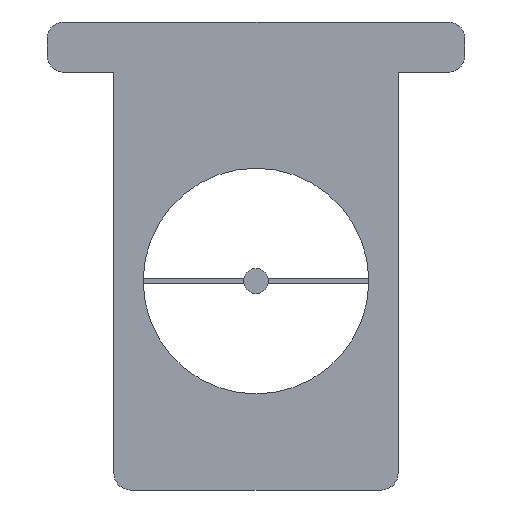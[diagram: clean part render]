
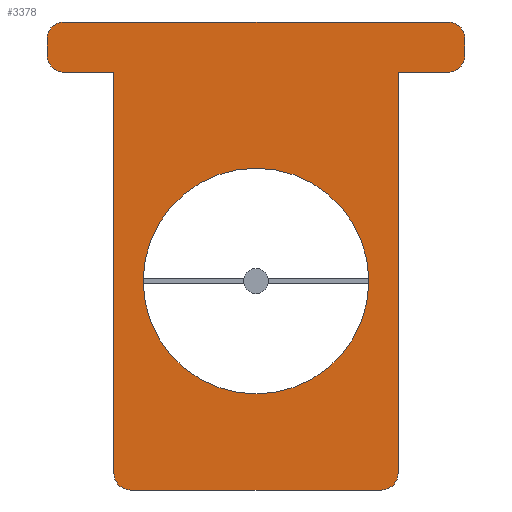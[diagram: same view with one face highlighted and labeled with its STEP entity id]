
A CAD part, front view. The second image highlights one B-rep face of the part: STEP entity #3378.
In plain terms, the highlighted planar face has unit normal (0, -1, 0).
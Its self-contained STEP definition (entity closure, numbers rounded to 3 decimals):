
#92=FACE_BOUND('',#680,.T.);
#304=PLANE('',#3545);
#480=FACE_OUTER_BOUND('',#679,.T.);
#679=EDGE_LOOP('',(#3091,#3092,#3093,#3094,#3095,#3096,#3097,#3098,#3099,
#3100,#3101,#3102,#3103,#3104));
#680=EDGE_LOOP('',(#3105,#3106,#3107,#3108,#3109,#3110,#3111,#3112,#3113,
#3114));
#781=LINE('',#4628,#1123);
#786=LINE('',#4642,#1128);
#792=LINE('',#4657,#1134);
#794=LINE('',#4663,#1136);
#993=LINE('',#5828,#1335);
#996=LINE('',#5834,#1338);
#1000=LINE('',#5843,#1342);
#1002=LINE('',#5847,#1344);
#1006=LINE('',#5856,#1348);
#1007=LINE('',#5858,#1349);
#1008=LINE('',#5861,#1350);
#1010=LINE('',#5864,#1352);
#1011=LINE('',#5867,#1353);
#1014=LINE('',#5872,#1356);
#1015=LINE('',#5874,#1357);
#1016=LINE('',#5876,#1358);
#1123=VECTOR('',#3688,10.);
#1128=VECTOR('',#3703,10.);
#1134=VECTOR('',#3719,10.);
#1136=VECTOR('',#3727,10.);
#1335=VECTOR('',#4090,10.);
#1338=VECTOR('',#4095,10.);
#1342=VECTOR('',#4105,10.);
#1344=VECTOR('',#4109,10.);
#1348=VECTOR('',#4119,10.);
#1349=VECTOR('',#4122,10.);
#1350=VECTOR('',#4125,10.);
#1352=VECTOR('',#4129,10.);
#1353=VECTOR('',#4132,10.);
#1356=VECTOR('',#4137,10.);
#1357=VECTOR('',#4140,10.);
#1358=VECTOR('',#4143,10.);
#1386=CIRCLE('',#3424,2.);
#1394=CIRCLE('',#3435,2.);
#1395=CIRCLE('',#3437,2.);
#1396=CIRCLE('',#3440,2.);
#1397=CIRCLE('',#3442,2.);
#1398=CIRCLE('',#3445,2.);
#1399=CIRCLE('',#3531,13.5);
#1400=CIRCLE('',#3535,13.5);
#1419=VERTEX_POINT('',#4251);
#1420=VERTEX_POINT('',#4253);
#1545=VERTEX_POINT('',#4627);
#1546=VERTEX_POINT('',#4631);
#1547=VERTEX_POINT('',#4635);
#1548=VERTEX_POINT('',#4637);
#1549=VERTEX_POINT('',#4641);
#1550=VERTEX_POINT('',#4645);
#1551=VERTEX_POINT('',#4649);
#1552=VERTEX_POINT('',#4651);
#1553=VERTEX_POINT('',#4655);
#1554=VERTEX_POINT('',#4659);
#1701=VERTEX_POINT('',#5826);
#1702=VERTEX_POINT('',#5827);
#1703=VERTEX_POINT('',#5832);
#1704=VERTEX_POINT('',#5833);
#1705=VERTEX_POINT('',#5838);
#1706=VERTEX_POINT('',#5842);
#1707=VERTEX_POINT('',#5846);
#1708=VERTEX_POINT('',#5850);
#1709=VERTEX_POINT('',#5851);
#1710=VERTEX_POINT('',#5860);
#1711=VERTEX_POINT('',#5866);
#1712=VERTEX_POINT('',#5870);
#1743=EDGE_CURVE('',#1419,#1420,#1386,.T.);
#1870=EDGE_CURVE('',#1545,#1420,#781,.T.);
#1872=EDGE_CURVE('',#1545,#1546,#1394,.T.);
#1875=EDGE_CURVE('',#1547,#1548,#1395,.T.);
#1877=EDGE_CURVE('',#1548,#1549,#786,.T.);
#1879=EDGE_CURVE('',#1549,#1550,#1396,.T.);
#1882=EDGE_CURVE('',#1551,#1552,#1397,.T.);
#1885=EDGE_CURVE('',#1553,#1551,#792,.T.);
#1887=EDGE_CURVE('',#1554,#1553,#1398,.T.);
#1888=EDGE_CURVE('',#1550,#1554,#794,.T.);
#2159=EDGE_CURVE('',#1701,#1702,#993,.T.);
#2162=EDGE_CURVE('',#1703,#1704,#996,.T.);
#2165=EDGE_CURVE('',#1702,#1705,#1399,.T.);
#2167=EDGE_CURVE('',#1705,#1706,#1000,.T.);
#2169=EDGE_CURVE('',#1706,#1707,#1002,.T.);
#2171=EDGE_CURVE('',#1708,#1709,#1400,.T.);
#2174=EDGE_CURVE('',#1709,#1703,#1006,.T.);
#2175=EDGE_CURVE('',#1704,#1701,#1007,.T.);
#2176=EDGE_CURVE('',#1707,#1710,#1008,.T.);
#2178=EDGE_CURVE('',#1710,#1708,#1010,.T.);
#2179=EDGE_CURVE('',#1711,#1546,#1011,.T.);
#2182=EDGE_CURVE('',#1419,#1712,#1014,.T.);
#2183=EDGE_CURVE('',#1552,#1712,#1015,.T.);
#2184=EDGE_CURVE('',#1711,#1547,#1016,.T.);
#3091=ORIENTED_EDGE('',*,*,#1743,.F.);
#3092=ORIENTED_EDGE('',*,*,#2182,.T.);
#3093=ORIENTED_EDGE('',*,*,#2183,.F.);
#3094=ORIENTED_EDGE('',*,*,#1882,.F.);
#3095=ORIENTED_EDGE('',*,*,#1885,.F.);
#3096=ORIENTED_EDGE('',*,*,#1887,.F.);
#3097=ORIENTED_EDGE('',*,*,#1888,.F.);
#3098=ORIENTED_EDGE('',*,*,#1879,.F.);
#3099=ORIENTED_EDGE('',*,*,#1877,.F.);
#3100=ORIENTED_EDGE('',*,*,#1875,.F.);
#3101=ORIENTED_EDGE('',*,*,#2184,.F.);
#3102=ORIENTED_EDGE('',*,*,#2179,.T.);
#3103=ORIENTED_EDGE('',*,*,#1872,.F.);
#3104=ORIENTED_EDGE('',*,*,#1870,.T.);
#3105=ORIENTED_EDGE('',*,*,#2176,.T.);
#3106=ORIENTED_EDGE('',*,*,#2178,.T.);
#3107=ORIENTED_EDGE('',*,*,#2171,.T.);
#3108=ORIENTED_EDGE('',*,*,#2174,.T.);
#3109=ORIENTED_EDGE('',*,*,#2162,.T.);
#3110=ORIENTED_EDGE('',*,*,#2175,.T.);
#3111=ORIENTED_EDGE('',*,*,#2159,.T.);
#3112=ORIENTED_EDGE('',*,*,#2165,.T.);
#3113=ORIENTED_EDGE('',*,*,#2167,.T.);
#3114=ORIENTED_EDGE('',*,*,#2169,.T.);
#3378=ADVANCED_FACE('',(#480,#92),#304,.F.);
#3424=AXIS2_PLACEMENT_3D('',#4254,#3589,#3590);
#3435=AXIS2_PLACEMENT_3D('',#4632,#3692,#3693);
#3437=AXIS2_PLACEMENT_3D('',#4638,#3698,#3699);
#3440=AXIS2_PLACEMENT_3D('',#4646,#3707,#3708);
#3442=AXIS2_PLACEMENT_3D('',#4652,#3713,#3714);
#3445=AXIS2_PLACEMENT_3D('',#4661,#3723,#3724);
#3531=AXIS2_PLACEMENT_3D('',#5839,#4100,#4101);
#3535=AXIS2_PLACEMENT_3D('',#5852,#4113,#4114);
#3545=AXIS2_PLACEMENT_3D('',#5878,#4146,#4147);
#3589=DIRECTION('center_axis',(0.,1.,0.));
#3590=DIRECTION('ref_axis',(0.707,0.,-0.707));
#3688=DIRECTION('',(1.,0.,0.));
#3692=DIRECTION('center_axis',(0.,1.,0.));
#3693=DIRECTION('ref_axis',(-0.707,0.,-0.707));
#3698=DIRECTION('center_axis',(0.,1.,0.));
#3699=DIRECTION('ref_axis',(-0.707,0.,-0.707));
#3703=DIRECTION('',(0.,0.,1.));
#3707=DIRECTION('center_axis',(0.,1.,0.));
#3708=DIRECTION('ref_axis',(-0.707,0.,0.707));
#3713=DIRECTION('center_axis',(0.,1.,0.));
#3714=DIRECTION('ref_axis',(0.707,0.,-0.707));
#3719=DIRECTION('',(0.,0.,-1.));
#3723=DIRECTION('center_axis',(0.,1.,0.));
#3724=DIRECTION('ref_axis',(0.707,0.,0.707));
#3727=DIRECTION('',(1.,0.,0.));
#4090=DIRECTION('',(1.,0.,0.));
#4095=DIRECTION('',(0.,0.,1.));
#4100=DIRECTION('center_axis',(0.,1.,0.));
#4101=DIRECTION('ref_axis',(1.,0.,0.));
#4105=DIRECTION('',(1.,0.,0.));
#4109=DIRECTION('',(0.,0.,-1.));
#4113=DIRECTION('center_axis',(0.,1.,0.));
#4114=DIRECTION('ref_axis',(1.,0.,0.));
#4119=DIRECTION('',(-1.,0.,0.));
#4122=DIRECTION('',(0.,0.,1.));
#4125=DIRECTION('',(0.,0.,-1.));
#4129=DIRECTION('',(-1.,0.,0.));
#4132=DIRECTION('',(0.,0.,-1.));
#4137=DIRECTION('',(0.,0.,1.));
#4140=DIRECTION('',(-1.,0.,0.));
#4143=DIRECTION('',(-1.,0.,0.));
#4146=DIRECTION('center_axis',(0.,1.,0.));
#4147=DIRECTION('ref_axis',(0.,0.,1.));
#4251=CARTESIAN_POINT('',(17.,0.,-23.));
#4253=CARTESIAN_POINT('',(15.,0.,-25.));
#4254=CARTESIAN_POINT('Origin',(15.,0.,-23.));
#4627=CARTESIAN_POINT('',(-15.,0.,-25.));
#4628=CARTESIAN_POINT('',(-17.,0.,-25.));
#4631=CARTESIAN_POINT('',(-17.,0.,-23.));
#4632=CARTESIAN_POINT('Origin',(-15.,0.,-23.));
#4635=CARTESIAN_POINT('',(-23.,0.,25.));
#4637=CARTESIAN_POINT('',(-25.,0.,27.));
#4638=CARTESIAN_POINT('Origin',(-23.,0.,27.));
#4641=CARTESIAN_POINT('',(-25.,0.,29.));
#4642=CARTESIAN_POINT('',(-25.,0.,25.));
#4645=CARTESIAN_POINT('',(-23.,0.,31.));
#4646=CARTESIAN_POINT('Origin',(-23.,0.,29.));
#4649=CARTESIAN_POINT('',(25.,0.,27.));
#4651=CARTESIAN_POINT('',(23.,0.,25.));
#4652=CARTESIAN_POINT('Origin',(23.,0.,27.));
#4655=CARTESIAN_POINT('',(25.,0.,29.));
#4657=CARTESIAN_POINT('',(25.,0.,31.));
#4659=CARTESIAN_POINT('',(23.,0.,31.));
#4661=CARTESIAN_POINT('Origin',(23.,0.,29.));
#4663=CARTESIAN_POINT('',(-25.,0.,31.));
#5826=CARTESIAN_POINT('',(-13.5,0.,0.3));
#5827=CARTESIAN_POINT('',(-13.497,0.,0.3));
#5828=CARTESIAN_POINT('',(-6.748,0.,0.3));
#5832=CARTESIAN_POINT('',(-13.5,0.,-0.3));
#5833=CARTESIAN_POINT('',(-13.5,0.,0.));
#5834=CARTESIAN_POINT('',(-13.5,0.,14.));
#5838=CARTESIAN_POINT('',(13.497,0.,0.3));
#5839=CARTESIAN_POINT('Origin',(0.,0.,0.));
#5842=CARTESIAN_POINT('',(13.5,0.,0.3));
#5843=CARTESIAN_POINT('',(6.75,0.,0.3));
#5846=CARTESIAN_POINT('',(13.5,0.,0.));
#5847=CARTESIAN_POINT('',(13.5,0.,14.));
#5850=CARTESIAN_POINT('',(13.497,0.,-0.3));
#5851=CARTESIAN_POINT('',(-13.497,0.,-0.3));
#5852=CARTESIAN_POINT('Origin',(0.,0.,0.));
#5856=CARTESIAN_POINT('',(-6.75,0.,-0.3));
#5858=CARTESIAN_POINT('',(-13.5,0.,14.15));
#5860=CARTESIAN_POINT('',(13.5,0.,-0.3));
#5861=CARTESIAN_POINT('',(13.5,0.,13.85));
#5864=CARTESIAN_POINT('',(6.748,0.,-0.3));
#5866=CARTESIAN_POINT('',(-17.,0.,25.));
#5867=CARTESIAN_POINT('',(-17.,0.,25.));
#5870=CARTESIAN_POINT('',(17.,0.,25.));
#5872=CARTESIAN_POINT('',(17.,0.,-25.));
#5874=CARTESIAN_POINT('',(25.,0.,25.));
#5876=CARTESIAN_POINT('',(25.,0.,25.));
#5878=CARTESIAN_POINT('Origin',(0.,0.,28.));
